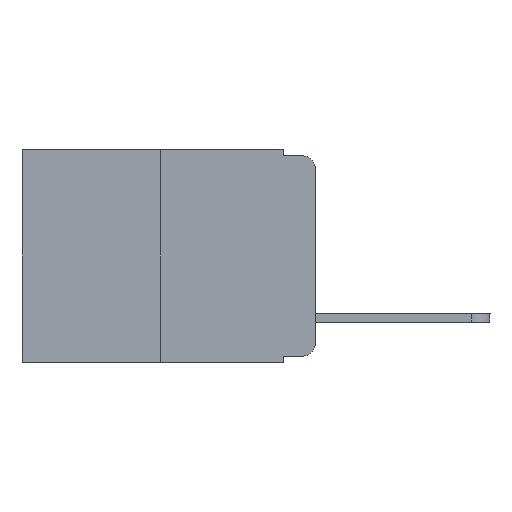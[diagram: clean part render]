
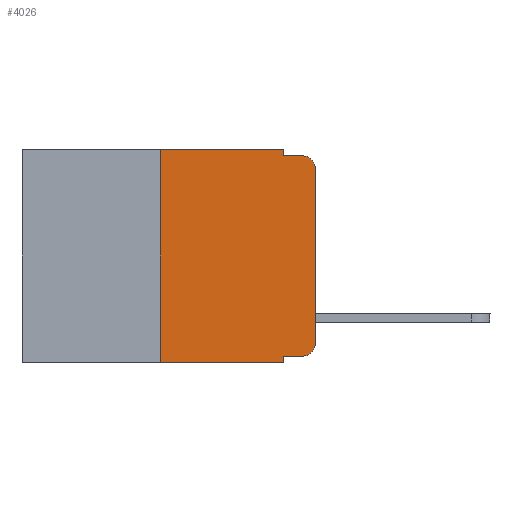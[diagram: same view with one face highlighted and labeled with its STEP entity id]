
A CAD part, left-side view. The second image highlights one B-rep face of the part: STEP entity #4026.
In plain terms, the highlighted planar face has unit normal (-1, 0, 0).
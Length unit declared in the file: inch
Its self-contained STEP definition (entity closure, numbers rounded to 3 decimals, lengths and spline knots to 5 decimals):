
#89 = CARTESIAN_POINT ( 'NONE',  ( 0., 0.051, 0. ) ) ;
#170 = LINE ( 'NONE', #2936, #7888 ) ;
#246 = EDGE_CURVE ( 'NONE', #8048, #982, #1659, .T. ) ;
#286 = LINE ( 'NONE', #8353, #5591 ) ;
#422 = VERTEX_POINT ( 'NONE', #2650 ) ;
#773 = ORIENTED_EDGE ( 'NONE', *, *, #9448, .F. ) ;
#793 = CARTESIAN_POINT ( 'NONE',  ( 0., 0., 0. ) ) ;
#828 = CARTESIAN_POINT ( 'NONE',  ( 0., 0.02, -0.313 ) ) ;
#978 = VECTOR ( 'NONE', #8910, 39.37008 ) ;
#980 = EDGE_CURVE ( 'NONE', #6711, #8048, #4416, .T. ) ;
#982 = VERTEX_POINT ( 'NONE', #5291 ) ;
#1150 = CARTESIAN_POINT ( 'NONE',  ( 0., 0.051, 0. ) ) ;
#1251 = LINE ( 'NONE', #5000, #5407 ) ;
#1418 = EDGE_CURVE ( 'NONE', #8409, #7321, #286, .T. ) ;
#1492 = CARTESIAN_POINT ( 'NONE',  ( 0., 0.473, -0.343 ) ) ;
#1659 = CIRCLE ( 'NONE', #9482, 0.02 ) ;
#1661 = EDGE_CURVE ( 'NONE', #2803, #422, #170, .T. ) ;
#1704 = DIRECTION ( 'NONE',  ( 0., -1., 0. ) ) ;
#1905 = VERTEX_POINT ( 'NONE', #3834 ) ;
#1942 = VERTEX_POINT ( 'NONE', #6044 ) ;
#1989 = DIRECTION ( 'NONE',  ( 0., -1., 0. ) ) ;
#2537 = VECTOR ( 'NONE', #3737, 39.37008 ) ;
#2650 = CARTESIAN_POINT ( 'NONE',  ( 0., 0.051, -0.343 ) ) ;
#2803 = VERTEX_POINT ( 'NONE', #3019 ) ;
#2936 = CARTESIAN_POINT ( 'NONE',  ( 0., 0.051, 0. ) ) ;
#2955 = CARTESIAN_POINT ( 'NONE',  ( 0., 0.051, -0.01 ) ) ;
#2977 = DIRECTION ( 'NONE',  ( 0., 0., -1. ) ) ;
#3019 = CARTESIAN_POINT ( 'NONE',  ( 0., 0.051, -0.333 ) ) ;
#3034 = CARTESIAN_POINT ( 'NONE',  ( 0., 0.473, 0. ) ) ;
#3089 = DIRECTION ( 'NONE',  ( 0., 0., 1. ) ) ;
#3298 = CARTESIAN_POINT ( 'NONE',  ( 0., 0., -0.313 ) ) ;
#3737 = DIRECTION ( 'NONE',  ( 0., 0., -1. ) ) ;
#3804 = PLANE ( 'NONE',  #8623 ) ;
#3834 = CARTESIAN_POINT ( 'NONE',  ( 0., 0.02, -0.333 ) ) ;
#3837 = ORIENTED_EDGE ( 'NONE', *, *, #7709, .T. ) ;
#4026 = ADVANCED_FACE ( 'NONE', ( #7262 ), #3804, .F. ) ;
#4225 = DIRECTION ( 'NONE',  ( 0., -1., 0. ) ) ;
#4290 = CARTESIAN_POINT ( 'NONE',  ( 0., 0.02, -0.03 ) ) ;
#4416 = LINE ( 'NONE', #793, #4646 ) ;
#4646 = VECTOR ( 'NONE', #3089, 39.37008 ) ;
#4656 = ORIENTED_EDGE ( 'NONE', *, *, #5539, .F. ) ;
#4865 = ORIENTED_EDGE ( 'NONE', *, *, #7729, .T. ) ;
#4960 = CARTESIAN_POINT ( 'NONE',  ( 0., 0.051, -0.01 ) ) ;
#4966 = ORIENTED_EDGE ( 'NONE', *, *, #1418, .F. ) ;
#5000 = CARTESIAN_POINT ( 'NONE',  ( 0., 0.051, -0.333 ) ) ;
#5154 = VERTEX_POINT ( 'NONE', #2955 ) ;
#5291 = CARTESIAN_POINT ( 'NONE',  ( 0., 0.02, -0.01 ) ) ;
#5407 = VECTOR ( 'NONE', #4225, 39.37008 ) ;
#5462 = LINE ( 'NONE', #4960, #8923 ) ;
#5539 = EDGE_CURVE ( 'NONE', #1942, #8409, #8974, .T. ) ;
#5591 = VECTOR ( 'NONE', #1704, 39.37008 ) ;
#5770 = EDGE_CURVE ( 'NONE', #2803, #1905, #1251, .T. ) ;
#6013 = EDGE_LOOP ( 'NONE', ( #8240, #6068, #8722, #773, #4966, #4656, #3837, #8951, #9179, #4865 ) ) ;
#6044 = CARTESIAN_POINT ( 'NONE',  ( 0., 0.25, -0.343 ) ) ;
#6068 = ORIENTED_EDGE ( 'NONE', *, *, #246, .T. ) ;
#6129 = CARTESIAN_POINT ( 'NONE',  ( 0., 0.25, 0. ) ) ;
#6503 = CIRCLE ( 'NONE', #6592, 0.02 ) ;
#6592 = AXIS2_PLACEMENT_3D ( 'NONE', #828, #7545, #7457 ) ;
#6711 = VERTEX_POINT ( 'NONE', #3298 ) ;
#6784 = DIRECTION ( 'NONE',  ( 1., 0., 0. ) ) ;
#7063 = DIRECTION ( 'NONE',  ( 0., 0., 1. ) ) ;
#7262 = FACE_OUTER_BOUND ( 'NONE', #6013, .T. ) ;
#7321 = VERTEX_POINT ( 'NONE', #1150 ) ;
#7457 = DIRECTION ( 'NONE',  ( 0., 0., -1. ) ) ;
#7513 = DIRECTION ( 'NONE',  ( 0., 0., -1. ) ) ;
#7545 = DIRECTION ( 'NONE',  ( -1., 0., 0. ) ) ;
#7709 = EDGE_CURVE ( 'NONE', #1942, #422, #8483, .T. ) ;
#7729 = EDGE_CURVE ( 'NONE', #1905, #6711, #6503, .T. ) ;
#7888 = VECTOR ( 'NONE', #2977, 39.37008 ) ;
#8048 = VERTEX_POINT ( 'NONE', #8488 ) ;
#8203 = EDGE_CURVE ( 'NONE', #5154, #982, #5462, .T. ) ;
#8206 = LINE ( 'NONE', #89, #2537 ) ;
#8240 = ORIENTED_EDGE ( 'NONE', *, *, #980, .T. ) ;
#8282 = VECTOR ( 'NONE', #7063, 39.37008 ) ;
#8353 = CARTESIAN_POINT ( 'NONE',  ( 0., 0.473, 0. ) ) ;
#8409 = VERTEX_POINT ( 'NONE', #9190 ) ;
#8483 = LINE ( 'NONE', #1492, #978 ) ;
#8488 = CARTESIAN_POINT ( 'NONE',  ( 0., 0., -0.03 ) ) ;
#8623 = AXIS2_PLACEMENT_3D ( 'NONE', #3034, #6784, #7513 ) ;
#8687 = DIRECTION ( 'NONE',  ( -1., 0., 0. ) ) ;
#8722 = ORIENTED_EDGE ( 'NONE', *, *, #8203, .F. ) ;
#8759 = DIRECTION ( 'NONE',  ( 0., 0., -1. ) ) ;
#8910 = DIRECTION ( 'NONE',  ( 0., -1., 0. ) ) ;
#8923 = VECTOR ( 'NONE', #1989, 39.37008 ) ;
#8951 = ORIENTED_EDGE ( 'NONE', *, *, #1661, .F. ) ;
#8974 = LINE ( 'NONE', #6129, #8282 ) ;
#9179 = ORIENTED_EDGE ( 'NONE', *, *, #5770, .T. ) ;
#9190 = CARTESIAN_POINT ( 'NONE',  ( 0., 0.25, 0. ) ) ;
#9448 = EDGE_CURVE ( 'NONE', #7321, #5154, #8206, .T. ) ;
#9482 = AXIS2_PLACEMENT_3D ( 'NONE', #4290, #8687, #8759 ) ;
